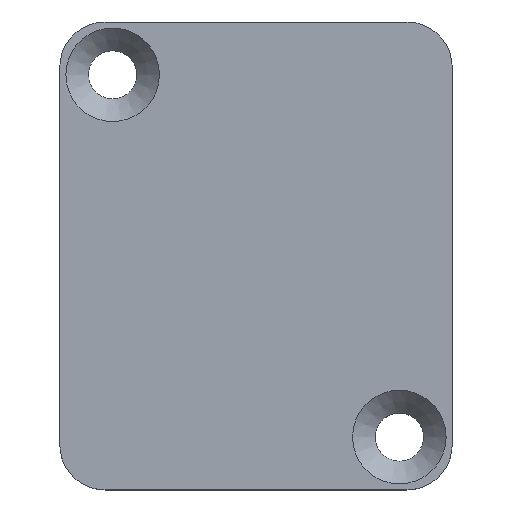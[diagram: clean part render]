
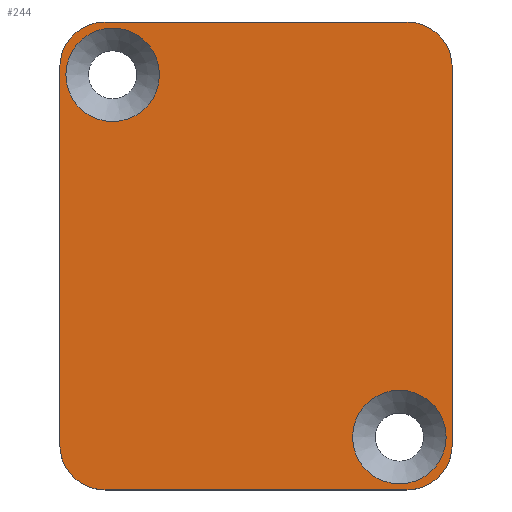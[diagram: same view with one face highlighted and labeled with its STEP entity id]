
A CAD part, top view. The second image highlights one B-rep face of the part: STEP entity #244.
In plain terms, the highlighted planar face has unit normal (0, 0, 1).
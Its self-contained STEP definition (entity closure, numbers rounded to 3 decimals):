
#21=FACE_BOUND('',#47,.T.);
#22=FACE_BOUND('',#48,.T.);
#25=PLANE('',#274);
#32=FACE_OUTER_BOUND('',#46,.T.);
#46=EDGE_LOOP('',(#177,#178,#179,#180,#181,#182,#183,#184));
#47=EDGE_LOOP('',(#185));
#48=EDGE_LOOP('',(#186));
#64=LINE('',#389,#84);
#65=LINE('',#393,#85);
#66=LINE('',#397,#86);
#67=LINE('',#400,#87);
#84=VECTOR('',#312,10.);
#85=VECTOR('',#315,10.);
#86=VECTOR('',#318,10.);
#87=VECTOR('',#321,10.);
#103=CIRCLE('',#272,3.1);
#105=CIRCLE('',#275,3.);
#106=CIRCLE('',#276,3.);
#107=CIRCLE('',#277,3.);
#108=CIRCLE('',#278,3.);
#109=CIRCLE('',#279,3.1);
#117=VERTEX_POINT('',#379);
#119=VERTEX_POINT('',#385);
#120=VERTEX_POINT('',#386);
#121=VERTEX_POINT('',#388);
#122=VERTEX_POINT('',#390);
#123=VERTEX_POINT('',#392);
#124=VERTEX_POINT('',#394);
#125=VERTEX_POINT('',#396);
#126=VERTEX_POINT('',#398);
#127=VERTEX_POINT('',#401);
#139=EDGE_CURVE('',#117,#117,#103,.T.);
#142=EDGE_CURVE('',#119,#120,#105,.T.);
#143=EDGE_CURVE('',#120,#121,#64,.T.);
#144=EDGE_CURVE('',#121,#122,#106,.T.);
#145=EDGE_CURVE('',#122,#123,#65,.T.);
#146=EDGE_CURVE('',#123,#124,#107,.T.);
#147=EDGE_CURVE('',#124,#125,#66,.T.);
#148=EDGE_CURVE('',#125,#126,#108,.T.);
#149=EDGE_CURVE('',#126,#119,#67,.T.);
#150=EDGE_CURVE('',#127,#127,#109,.T.);
#177=ORIENTED_EDGE('',*,*,#142,.T.);
#178=ORIENTED_EDGE('',*,*,#143,.T.);
#179=ORIENTED_EDGE('',*,*,#144,.T.);
#180=ORIENTED_EDGE('',*,*,#145,.T.);
#181=ORIENTED_EDGE('',*,*,#146,.T.);
#182=ORIENTED_EDGE('',*,*,#147,.T.);
#183=ORIENTED_EDGE('',*,*,#148,.T.);
#184=ORIENTED_EDGE('',*,*,#149,.T.);
#185=ORIENTED_EDGE('',*,*,#150,.F.);
#186=ORIENTED_EDGE('',*,*,#139,.F.);
#244=ADVANCED_FACE('',(#32,#21,#22),#25,.T.);
#272=AXIS2_PLACEMENT_3D('',#380,#303,#304);
#274=AXIS2_PLACEMENT_3D('',#384,#308,#309);
#275=AXIS2_PLACEMENT_3D('',#387,#310,#311);
#276=AXIS2_PLACEMENT_3D('',#391,#313,#314);
#277=AXIS2_PLACEMENT_3D('',#395,#316,#317);
#278=AXIS2_PLACEMENT_3D('',#399,#319,#320);
#279=AXIS2_PLACEMENT_3D('',#402,#322,#323);
#303=DIRECTION('center_axis',(0.,0.,1.));
#304=DIRECTION('ref_axis',(1.,0.,0.));
#308=DIRECTION('center_axis',(0.,0.,1.));
#309=DIRECTION('ref_axis',(1.,0.,0.));
#310=DIRECTION('center_axis',(0.,0.,1.));
#311=DIRECTION('ref_axis',(0.,1.,0.));
#312=DIRECTION('',(0.,-1.,0.));
#313=DIRECTION('center_axis',(0.,0.,1.));
#314=DIRECTION('ref_axis',(-1.,0.,0.));
#315=DIRECTION('',(1.,0.,0.));
#316=DIRECTION('center_axis',(0.,0.,1.));
#317=DIRECTION('ref_axis',(0.,-1.,0.));
#318=DIRECTION('',(0.,1.,0.));
#319=DIRECTION('center_axis',(0.,0.,1.));
#320=DIRECTION('ref_axis',(1.,0.,0.));
#321=DIRECTION('',(-1.,0.,0.));
#322=DIRECTION('center_axis',(0.,0.,1.));
#323=DIRECTION('ref_axis',(1.,0.,0.));
#379=CARTESIAN_POINT('',(19.4,3.5,4.5));
#380=CARTESIAN_POINT('Origin',(22.5,3.5,4.5));
#384=CARTESIAN_POINT('Origin',(13.,15.5,4.5));
#385=CARTESIAN_POINT('',(3.,31.,4.5));
#386=CARTESIAN_POINT('',(0.,28.,4.5));
#387=CARTESIAN_POINT('Origin',(3.,28.,4.5));
#388=CARTESIAN_POINT('',(0.,3.,4.5));
#389=CARTESIAN_POINT('',(0.,28.,4.5));
#390=CARTESIAN_POINT('',(3.,0.,4.5));
#391=CARTESIAN_POINT('Origin',(3.,3.,4.5));
#392=CARTESIAN_POINT('',(23.,0.,4.5));
#393=CARTESIAN_POINT('',(3.,0.,4.5));
#394=CARTESIAN_POINT('',(26.,3.,4.5));
#395=CARTESIAN_POINT('Origin',(23.,3.,4.5));
#396=CARTESIAN_POINT('',(26.,28.,4.5));
#397=CARTESIAN_POINT('',(26.,3.,4.5));
#398=CARTESIAN_POINT('',(23.,31.,4.5));
#399=CARTESIAN_POINT('Origin',(23.,28.,4.5));
#400=CARTESIAN_POINT('',(23.,31.,4.5));
#401=CARTESIAN_POINT('',(0.4,27.5,4.5));
#402=CARTESIAN_POINT('Origin',(3.5,27.5,4.5));
